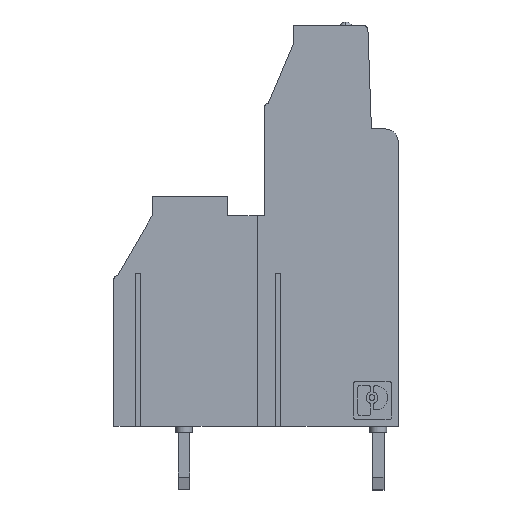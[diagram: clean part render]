
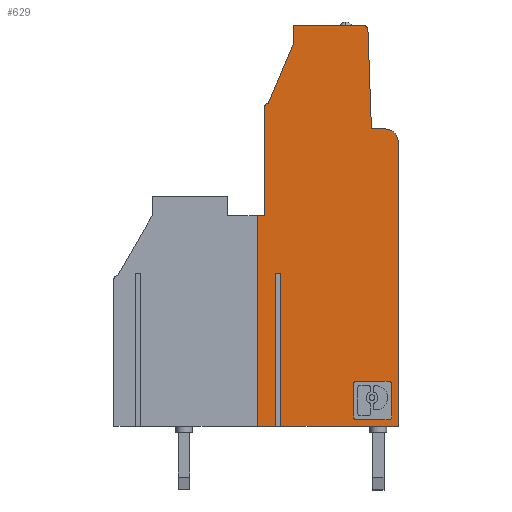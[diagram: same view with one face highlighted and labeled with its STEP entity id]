
A CAD part, top view. The second image highlights one B-rep face of the part: STEP entity #629.
In plain terms, the highlighted planar face has unit normal (0, 0, 1).
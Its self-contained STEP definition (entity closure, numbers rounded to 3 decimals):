
#629=ADVANCED_FACE('',(#1346,#1347),#1348,.T.);
#1346=FACE_OUTER_BOUND('',#2127,.T.);
#1347=FACE_BOUND('',#2128,.T.);
#1348=PLANE('',#2129);
#2127=EDGE_LOOP('',(#4020,#4021,#4022,#4023,#4024,#4025,#4026,#4027,#4028,#4029,#4030,#4031,#4032,#4033,#4034,#4035,#4036,#4037));
#2128=EDGE_LOOP('',(#4038,#4039,#4040,#4041,#4042,#4043,#4044,#4045));
#2129=AXIS2_PLACEMENT_3D('',#4046,#4047,#4048);
#4020=ORIENTED_EDGE('',*,*,#5204,.T.);
#4021=ORIENTED_EDGE('',*,*,#5208,.T.);
#4022=ORIENTED_EDGE('',*,*,#5385,.T.);
#4023=ORIENTED_EDGE('',*,*,#5292,.T.);
#4024=ORIENTED_EDGE('',*,*,#5185,.T.);
#4025=ORIENTED_EDGE('',*,*,#5329,.T.);
#4026=ORIENTED_EDGE('',*,*,#5325,.T.);
#4027=ORIENTED_EDGE('',*,*,#4986,.T.);
#4028=ORIENTED_EDGE('',*,*,#5011,.T.);
#4029=ORIENTED_EDGE('',*,*,#5036,.T.);
#4030=ORIENTED_EDGE('',*,*,#5386,.F.);
#4031=ORIENTED_EDGE('',*,*,#5346,.F.);
#4032=ORIENTED_EDGE('',*,*,#5348,.T.);
#4033=ORIENTED_EDGE('',*,*,#5028,.T.);
#4034=ORIENTED_EDGE('',*,*,#5332,.T.);
#4035=ORIENTED_EDGE('',*,*,#5387,.T.);
#4036=ORIENTED_EDGE('',*,*,#5290,.F.);
#4037=ORIENTED_EDGE('',*,*,#5282,.T.);
#4038=ORIENTED_EDGE('',*,*,#5047,.F.);
#4039=ORIENTED_EDGE('',*,*,#5178,.F.);
#4040=ORIENTED_EDGE('',*,*,#5180,.F.);
#4041=ORIENTED_EDGE('',*,*,#5166,.T.);
#4042=ORIENTED_EDGE('',*,*,#5169,.F.);
#4043=ORIENTED_EDGE('',*,*,#5175,.T.);
#4044=ORIENTED_EDGE('',*,*,#5173,.F.);
#4045=ORIENTED_EDGE('',*,*,#5182,.F.);
#4046=CARTESIAN_POINT('',(59.164,-42.991,-2.54));
#4047=DIRECTION('',(0.0,0.0,1.0));
#4048=DIRECTION('',(1.0,0.0,0.0));
#4986=EDGE_CURVE('',#6066,#6064,#6067,.T.);
#5011=EDGE_CURVE('',#6064,#6114,#6115,.T.);
#5028=EDGE_CURVE('',#6143,#6141,#6144,.T.);
#5036=EDGE_CURVE('',#6114,#6157,#6159,.T.);
#5047=EDGE_CURVE('',#6176,#6171,#6178,.T.);
#5166=EDGE_CURVE('',#6355,#6357,#6359,.T.);
#5169=EDGE_CURVE('',#6361,#6357,#6363,.T.);
#5173=EDGE_CURVE('',#6367,#6365,#6369,.T.);
#5175=EDGE_CURVE('',#6361,#6365,#6371,.T.);
#5178=EDGE_CURVE('',#6373,#6176,#6375,.T.);
#5180=EDGE_CURVE('',#6355,#6373,#6377,.T.);
#5182=EDGE_CURVE('',#6171,#6367,#6379,.T.);
#5185=EDGE_CURVE('',#6384,#6381,#6385,.T.);
#5204=EDGE_CURVE('',#6416,#6414,#6417,.T.);
#5208=EDGE_CURVE('',#6414,#6420,#6422,.T.);
#5282=EDGE_CURVE('',#6534,#6416,#6535,.T.);
#5290=EDGE_CURVE('',#6534,#6545,#6548,.T.);
#5292=EDGE_CURVE('',#6550,#6384,#6551,.T.);
#5325=EDGE_CURVE('',#6588,#6066,#6597,.T.);
#5329=EDGE_CURVE('',#6381,#6588,#6601,.T.);
#5332=EDGE_CURVE('',#6141,#6603,#6605,.T.);
#5346=EDGE_CURVE('',#6625,#6617,#6627,.T.);
#5348=EDGE_CURVE('',#6625,#6143,#6629,.T.);
#5385=EDGE_CURVE('',#6420,#6550,#6674,.T.);
#5386=EDGE_CURVE('',#6617,#6157,#6675,.T.);
#5387=EDGE_CURVE('',#6603,#6545,#6676,.T.);
#6064=VERTEX_POINT('',#7592);
#6066=VERTEX_POINT('',#7595);
#6067=LINE('',#7596,#7597);
#6114=VERTEX_POINT('',#7663);
#6115=LINE('',#7664,#7665);
#6141=VERTEX_POINT('',#7704);
#6143=VERTEX_POINT('',#7707);
#6144=LINE('',#7708,#7709);
#6157=VERTEX_POINT('',#7728);
#6159=LINE('',#7731,#7732);
#6171=VERTEX_POINT('',#7744);
#6176=VERTEX_POINT('',#7750);
#6178=CIRCLE('',#7753,0.211);
#6355=VERTEX_POINT('',#7979);
#6357=VERTEX_POINT('',#7982);
#6359=LINE('',#7985,#7986);
#6361=VERTEX_POINT('',#7988);
#6363=CIRCLE('',#7991,0.211);
#6365=VERTEX_POINT('',#7993);
#6367=VERTEX_POINT('',#7996);
#6369=CIRCLE('',#7999,0.211);
#6371=LINE('',#8001,#8002);
#6373=VERTEX_POINT('',#8004);
#6375=LINE('',#8007,#8008);
#6377=CIRCLE('',#8010,0.211);
#6379=LINE('',#8012,#8013);
#6381=VERTEX_POINT('',#8015);
#6384=VERTEX_POINT('',#8019);
#6385=LINE('',#8020,#8021);
#6414=VERTEX_POINT('',#8062);
#6416=VERTEX_POINT('',#8065);
#6417=CIRCLE('',#8066,0.3);
#6420=VERTEX_POINT('',#8070);
#6422=LINE('',#8073,#8074);
#6534=VERTEX_POINT('',#8211);
#6535=LINE('',#8212,#8213);
#6545=VERTEX_POINT('',#8225);
#6548=LINE('',#8229,#8230);
#6550=VERTEX_POINT('',#8232);
#6551=LINE('',#8233,#8234);
#6588=VERTEX_POINT('',#8287);
#6597=LINE('',#8302,#8303);
#6601=CIRCLE('',#8308,0.2);
#6603=VERTEX_POINT('',#8310);
#6605=LINE('',#8313,#8314);
#6617=VERTEX_POINT('',#8331);
#6625=VERTEX_POINT('',#8343);
#6627=LINE('',#8346,#8347);
#6629=LINE('',#8349,#8350);
#6674=LINE('',#8416,#8417);
#6675=LINE('',#8418,#8419);
#6676=CIRCLE('',#8420,1.0);
#7592=CARTESIAN_POINT('',(9.557,16.5,-2.54));
#7595=CARTESIAN_POINT('',(10.158,16.5,-2.54));
#7596=CARTESIAN_POINT('',(59.164,16.5,-2.54));
#7597=VECTOR('',#9115,1.0);
#7663=CARTESIAN_POINT('',(9.557,0.0,-2.54));
#7664=CARTESIAN_POINT('',(9.557,-42.991,-2.54));
#7665=VECTOR('',#9147,1.0);
#7704=CARTESIAN_POINT('',(20.607,0.0,-2.54));
#7707=CARTESIAN_POINT('',(11.414,0.0,-2.54));
#7708=CARTESIAN_POINT('',(59.164,0.0,-2.54));
#7709=VECTOR('',#9162,1.0);
#7728=CARTESIAN_POINT('',(11.0,0.0,-2.54));
#7731=CARTESIAN_POINT('',(59.164,0.0,-2.54));
#7732=VECTOR('',#9170,1.0);
#7744=CARTESIAN_POINT('',(17.318,0.5,-2.54));
#7750=CARTESIAN_POINT('',(17.107,0.711,-2.54));
#7753=AXIS2_PLACEMENT_3D('',#9194,#9195,#9196);
#7979=CARTESIAN_POINT('',(17.318,3.5,-2.54));
#7982=CARTESIAN_POINT('',(19.896,3.5,-2.54));
#7985=CARTESIAN_POINT('',(59.164,3.5,-2.54));
#7986=VECTOR('',#9365,1.0);
#7988=CARTESIAN_POINT('',(20.107,3.289,-2.54));
#7991=AXIS2_PLACEMENT_3D('',#9367,#9368,#9369);
#7993=CARTESIAN_POINT('',(20.107,0.711,-2.54));
#7996=CARTESIAN_POINT('',(19.896,0.5,-2.54));
#7999=AXIS2_PLACEMENT_3D('',#9372,#9373,#9374);
#8001=CARTESIAN_POINT('',(20.107,-42.991,-2.54));
#8002=VECTOR('',#9375,1.0);
#8004=CARTESIAN_POINT('',(17.107,3.289,-2.54));
#8007=CARTESIAN_POINT('',(17.107,-42.991,-2.54));
#8008=VECTOR('',#9377,1.0);
#8010=AXIS2_PLACEMENT_3D('',#9378,#9379,#9380);
#8012=CARTESIAN_POINT('',(59.164,0.5,-2.54));
#8013=VECTOR('',#9381,1.0);
#8015=CARTESIAN_POINT('',(10.358,25.3,-2.54));
#8019=CARTESIAN_POINT('',(10.407,25.3,-2.54));
#8020=CARTESIAN_POINT('',(59.164,25.3,-2.54));
#8021=VECTOR('',#9383,1.0);
#8062=CARTESIAN_POINT('',(17.934,31.4,-2.54));
#8065=CARTESIAN_POINT('',(18.234,31.11,-2.54));
#8066=AXIS2_PLACEMENT_3D('',#9406,#9407,#9408);
#8070=CARTESIAN_POINT('',(12.407,31.4,-2.54));
#8073=CARTESIAN_POINT('',(59.164,31.4,-2.54));
#8074=VECTOR('',#9411,1.0);
#8211=CARTESIAN_POINT('',(18.507,23.3,-2.54));
#8212=CARTESIAN_POINT('',(20.822,-42.991,-2.54));
#8213=VECTOR('',#9527,1.0);
#8225=CARTESIAN_POINT('',(19.607,23.3,-2.54));
#8229=CARTESIAN_POINT('',(59.164,23.3,-2.54));
#8230=VECTOR('',#9540,1.0);
#8232=CARTESIAN_POINT('',(12.407,30.012,-2.54));
#8233=CARTESIAN_POINT('',(-18.581,-42.991,-2.54));
#8234=VECTOR('',#9541,1.0);
#8287=CARTESIAN_POINT('',(10.158,25.1,-2.54));
#8302=CARTESIAN_POINT('',(10.158,-42.991,-2.54));
#8303=VECTOR('',#9570,1.0);
#8308=AXIS2_PLACEMENT_3D('',#9572,#9573,#9574);
#8310=CARTESIAN_POINT('',(20.607,22.3,-2.54));
#8313=CARTESIAN_POINT('',(20.607,-42.991,-2.54));
#8314=VECTOR('',#9576,1.0);
#8331=CARTESIAN_POINT('',(11.0,12.0,-2.54));
#8343=CARTESIAN_POINT('',(11.414,12.0,-2.54));
#8346=CARTESIAN_POINT('',(59.164,12.0,-2.54));
#8347=VECTOR('',#9587,1.0);
#8349=CARTESIAN_POINT('',(11.414,-42.991,-2.54));
#8350=VECTOR('',#9588,1.0);
#8416=CARTESIAN_POINT('',(12.407,-42.991,-2.54));
#8417=VECTOR('',#9610,1.0);
#8418=CARTESIAN_POINT('',(11.0,-42.991,-2.54));
#8419=VECTOR('',#9611,1.0);
#8420=AXIS2_PLACEMENT_3D('',#9612,#9613,#9614);
#9115=DIRECTION('',(-1.0,0.,0.0));
#9147=DIRECTION('',(0.0,-1.0,0.0));
#9162=DIRECTION('',(1.0,0.0,0.0));
#9170=DIRECTION('',(1.0,0.0,0.0));
#9194=CARTESIAN_POINT('',(17.318,0.711,-2.54));
#9195=DIRECTION('',(0.0,0.0,1.0));
#9196=DIRECTION('',(1.0,0.0,0.0));
#9365=DIRECTION('',(1.0,0.0,0.0));
#9367=CARTESIAN_POINT('',(19.896,3.289,-2.54));
#9368=DIRECTION('',(0.0,0.0,1.0));
#9369=DIRECTION('',(1.0,0.0,0.0));
#9372=CARTESIAN_POINT('',(19.896,0.711,-2.54));
#9373=DIRECTION('',(0.0,0.0,1.0));
#9374=DIRECTION('',(1.0,0.0,0.0));
#9375=DIRECTION('',(0.0,-1.0,0.0));
#9377=DIRECTION('',(0.0,-1.0,0.0));
#9378=CARTESIAN_POINT('',(17.318,3.289,-2.54));
#9379=DIRECTION('',(0.0,0.0,1.0));
#9380=DIRECTION('',(1.0,0.0,0.0));
#9381=DIRECTION('',(1.0,0.0,0.0));
#9383=DIRECTION('',(-1.0,0.0,0.0));
#9406=CARTESIAN_POINT('',(17.934,31.1,-2.54));
#9407=DIRECTION('',(0.0,0.0,1.0));
#9408=DIRECTION('',(1.0,0.0,0.0));
#9411=DIRECTION('',(-1.0,0.0,0.0));
#9527=DIRECTION('',(-0.035,0.999,0.0));
#9540=DIRECTION('',(1.0,0.0,0.0));
#9541=DIRECTION('',(-0.391,-0.921,0.0));
#9570=DIRECTION('',(0.0,-1.0,0.0));
#9572=CARTESIAN_POINT('',(10.358,25.1,-2.54));
#9573=DIRECTION('',(0.0,0.0,1.0));
#9574=DIRECTION('',(1.0,0.0,0.0));
#9576=DIRECTION('',(0.0,1.0,0.0));
#9587=DIRECTION('',(-1.0,0.0,0.0));
#9588=DIRECTION('',(0.0,-1.0,0.0));
#9610=DIRECTION('',(0.0,-1.0,0.0));
#9611=DIRECTION('',(0.0,-1.0,0.0));
#9612=CARTESIAN_POINT('',(19.607,22.3,-2.54));
#9613=DIRECTION('',(0.0,0.0,1.0));
#9614=DIRECTION('',(1.0,0.0,0.0));
